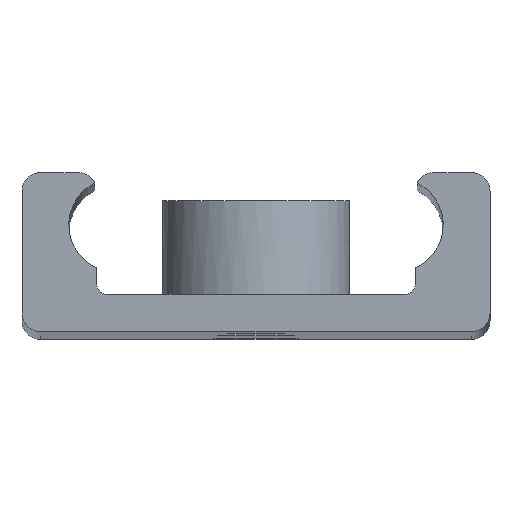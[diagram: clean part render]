
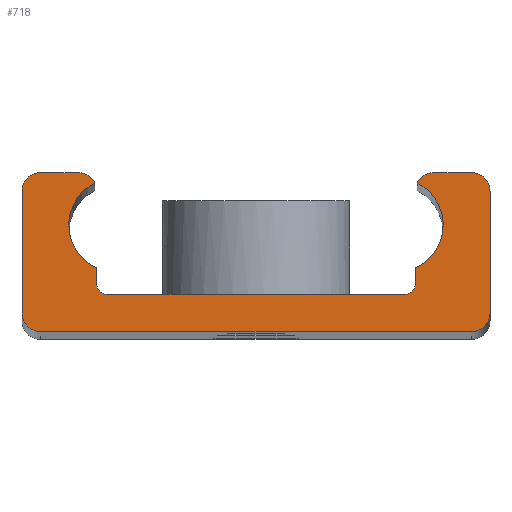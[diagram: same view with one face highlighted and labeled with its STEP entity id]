
A CAD part, top view. The second image highlights one B-rep face of the part: STEP entity #718.
In plain terms, the highlighted planar face has unit normal (0, 0, 1).
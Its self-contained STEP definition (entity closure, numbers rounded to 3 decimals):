
#25=CIRCLE('',#737,1.);
#30=CIRCLE('',#744,1.);
#32=CIRCLE('',#748,1.);
#34=CIRCLE('',#752,1.);
#36=CIRCLE('',#755,2.5);
#38=CIRCLE('',#759,0.5);
#45=CIRCLE('',#768,0.5);
#47=CIRCLE('',#772,2.5);
#49=CIRCLE('',#775,1.);
#51=CIRCLE('',#779,1.);
#150=ORIENTED_EDGE('',*,*,#210,.T.);
#151=ORIENTED_EDGE('',*,*,#214,.T.);
#152=ORIENTED_EDGE('',*,*,#220,.T.);
#153=ORIENTED_EDGE('',*,*,#223,.T.);
#154=ORIENTED_EDGE('',*,*,#226,.T.);
#155=ORIENTED_EDGE('',*,*,#229,.T.);
#156=ORIENTED_EDGE('',*,*,#232,.T.);
#157=ORIENTED_EDGE('',*,*,#235,.T.);
#158=ORIENTED_EDGE('',*,*,#238,.F.);
#159=ORIENTED_EDGE('',*,*,#241,.T.);
#160=ORIENTED_EDGE('',*,*,#244,.F.);
#161=ORIENTED_EDGE('',*,*,#246,.T.);
#162=ORIENTED_EDGE('',*,*,#272,.T.);
#163=ORIENTED_EDGE('',*,*,#251,.T.);
#164=ORIENTED_EDGE('',*,*,#257,.F.);
#165=ORIENTED_EDGE('',*,*,#260,.T.);
#166=ORIENTED_EDGE('',*,*,#263,.F.);
#167=ORIENTED_EDGE('',*,*,#266,.T.);
#168=ORIENTED_EDGE('',*,*,#269,.T.);
#169=ORIENTED_EDGE('',*,*,#271,.T.);
#210=EDGE_CURVE('',#281,#280,#328,.T.);
#214=EDGE_CURVE('',#280,#283,#25,.T.);
#220=EDGE_CURVE('',#283,#288,#333,.T.);
#223=EDGE_CURVE('',#288,#290,#30,.T.);
#226=EDGE_CURVE('',#290,#292,#337,.T.);
#229=EDGE_CURVE('',#292,#294,#32,.T.);
#232=EDGE_CURVE('',#294,#296,#341,.T.);
#235=EDGE_CURVE('',#296,#298,#34,.T.);
#238=EDGE_CURVE('',#300,#298,#36,.T.);
#241=EDGE_CURVE('',#300,#302,#346,.T.);
#244=EDGE_CURVE('',#304,#302,#38,.T.);
#246=EDGE_CURVE('',#304,#305,#348,.T.);
#251=EDGE_CURVE('',#306,#310,#352,.T.);
#257=EDGE_CURVE('',#315,#310,#45,.T.);
#260=EDGE_CURVE('',#315,#317,#356,.T.);
#263=EDGE_CURVE('',#319,#317,#47,.T.);
#266=EDGE_CURVE('',#319,#321,#49,.T.);
#269=EDGE_CURVE('',#321,#323,#361,.T.);
#271=EDGE_CURVE('',#323,#281,#51,.T.);
#272=EDGE_CURVE('',#305,#306,#362,.T.);
#280=VERTEX_POINT('',#963);
#281=VERTEX_POINT('',#965);
#283=VERTEX_POINT('',#971);
#288=VERTEX_POINT('',#983);
#290=VERTEX_POINT('',#989);
#292=VERTEX_POINT('',#995);
#294=VERTEX_POINT('',#1001);
#296=VERTEX_POINT('',#1007);
#298=VERTEX_POINT('',#1013);
#300=VERTEX_POINT('',#1019);
#302=VERTEX_POINT('',#1025);
#304=VERTEX_POINT('',#1031);
#305=VERTEX_POINT('',#1035);
#306=VERTEX_POINT('',#1036);
#310=VERTEX_POINT('',#1045);
#315=VERTEX_POINT('',#1057);
#317=VERTEX_POINT('',#1063);
#319=VERTEX_POINT('',#1069);
#321=VERTEX_POINT('',#1075);
#323=VERTEX_POINT('',#1081);
#328=LINE('',#964,#366);
#333=LINE('',#984,#371);
#337=LINE('',#996,#375);
#341=LINE('',#1008,#379);
#346=LINE('',#1026,#384);
#348=LINE('',#1037,#386);
#352=LINE('',#1046,#390);
#356=LINE('',#1064,#394);
#361=LINE('',#1082,#399);
#362=LINE('',#1087,#400);
#366=VECTOR('',#801,1000.);
#371=VECTOR('',#820,1000.);
#375=VECTOR('',#832,1000.);
#379=VECTOR('',#844,1000.);
#384=VECTOR('',#863,1000.);
#386=VECTOR('',#875,1000.);
#390=VECTOR('',#881,1000.);
#394=VECTOR('',#899,1000.);
#399=VECTOR('',#918,1000.);
#400=VECTOR('',#927,1000.);
#426=EDGE_LOOP('',(#150,#151,#152,#153,#154,#155,#156,#157,#158,#159,#160,
#161,#162,#163,#164,#165,#166,#167,#168,#169));
#466=FACE_BOUND('',#426,.T.);
#490=PLANE('',#780);
#718=ADVANCED_FACE('',(#466),#490,.T.);
#737=AXIS2_PLACEMENT_3D('',#972,#808,#809);
#744=AXIS2_PLACEMENT_3D('',#990,#826,#827);
#748=AXIS2_PLACEMENT_3D('',#1002,#838,#839);
#752=AXIS2_PLACEMENT_3D('',#1014,#850,#851);
#755=AXIS2_PLACEMENT_3D('',#1020,#857,#858);
#759=AXIS2_PLACEMENT_3D('',#1032,#869,#870);
#768=AXIS2_PLACEMENT_3D('',#1058,#893,#894);
#772=AXIS2_PLACEMENT_3D('',#1070,#905,#906);
#775=AXIS2_PLACEMENT_3D('',#1076,#912,#913);
#779=AXIS2_PLACEMENT_3D('',#1085,#923,#924);
#780=AXIS2_PLACEMENT_3D('',#1086,#925,#926);
#801=DIRECTION('',(0.,-1.,0.));
#808=DIRECTION('',(0.,0.,1.));
#809=DIRECTION('',(1.,0.,0.));
#820=DIRECTION('',(1.,0.,0.));
#826=DIRECTION('',(0.,0.,1.));
#827=DIRECTION('',(1.,0.,0.));
#832=DIRECTION('',(0.,1.,0.));
#838=DIRECTION('',(0.,0.,1.));
#839=DIRECTION('',(1.,0.,0.));
#844=DIRECTION('',(-1.,0.,0.));
#850=DIRECTION('',(0.,0.,1.));
#851=DIRECTION('',(1.,0.,0.));
#857=DIRECTION('',(0.,0.,1.));
#858=DIRECTION('',(1.,0.,0.));
#863=DIRECTION('',(0.,-1.,0.));
#869=DIRECTION('',(0.,0.,1.));
#870=DIRECTION('',(1.,0.,0.));
#875=DIRECTION('',(-1.,0.,0.));
#881=DIRECTION('',(-1.,0.,0.));
#893=DIRECTION('',(0.,0.,1.));
#894=DIRECTION('',(1.,0.,0.));
#899=DIRECTION('',(0.,1.,0.));
#905=DIRECTION('',(0.,0.,1.));
#906=DIRECTION('',(1.,0.,0.));
#912=DIRECTION('',(0.,0.,1.));
#913=DIRECTION('',(1.,0.,0.));
#918=DIRECTION('',(-1.,0.,0.));
#923=DIRECTION('',(0.,0.,1.));
#924=DIRECTION('',(1.,0.,0.));
#925=DIRECTION('',(0.,0.,1.));
#926=DIRECTION('',(1.,0.,0.));
#927=DIRECTION('',(-1.,0.,0.));
#963=CARTESIAN_POINT('',(-12.5,1.,240.));
#964=CARTESIAN_POINT('',(-12.5,7.5,240.));
#965=CARTESIAN_POINT('',(-12.5,7.5,240.));
#971=CARTESIAN_POINT('',(-11.5,0.,240.));
#972=CARTESIAN_POINT('',(-11.5,1.,240.));
#983=CARTESIAN_POINT('',(11.5,0.,240.));
#984=CARTESIAN_POINT('',(-11.5,0.,240.));
#989=CARTESIAN_POINT('',(12.5,1.,240.));
#990=CARTESIAN_POINT('',(11.5,1.,240.));
#995=CARTESIAN_POINT('',(12.5,7.5,240.));
#996=CARTESIAN_POINT('',(12.5,1.,240.));
#1001=CARTESIAN_POINT('',(11.5,8.5,240.));
#1002=CARTESIAN_POINT('',(11.5,7.5,240.));
#1007=CARTESIAN_POINT('',(9.5,8.5,240.));
#1008=CARTESIAN_POINT('',(11.5,8.5,240.));
#1013=CARTESIAN_POINT('',(8.604,7.943,240.));
#1014=CARTESIAN_POINT('',(9.5,7.5,240.));
#1019=CARTESIAN_POINT('',(8.5,3.409,240.));
#1020=CARTESIAN_POINT('',(7.5,5.7,240.));
#1025=CARTESIAN_POINT('',(8.5,2.5,240.));
#1026=CARTESIAN_POINT('',(8.5,3.409,240.));
#1031=CARTESIAN_POINT('',(8.,2.,240.));
#1032=CARTESIAN_POINT('',(8.,2.5,240.));
#1035=CARTESIAN_POINT('',(4.,2.,240.));
#1036=CARTESIAN_POINT('',(-4.,2.,240.));
#1037=CARTESIAN_POINT('',(8.,2.,240.));
#1045=CARTESIAN_POINT('',(-8.,2.,240.));
#1046=CARTESIAN_POINT('',(8.,2.,240.));
#1057=CARTESIAN_POINT('',(-8.5,2.5,240.));
#1058=CARTESIAN_POINT('',(-8.,2.5,240.));
#1063=CARTESIAN_POINT('',(-8.5,3.409,240.));
#1064=CARTESIAN_POINT('',(-8.5,2.5,240.));
#1069=CARTESIAN_POINT('',(-8.604,7.943,240.));
#1070=CARTESIAN_POINT('',(-7.5,5.7,240.));
#1075=CARTESIAN_POINT('',(-9.5,8.5,240.));
#1076=CARTESIAN_POINT('',(-9.5,7.5,240.));
#1081=CARTESIAN_POINT('',(-11.5,8.5,240.));
#1082=CARTESIAN_POINT('',(-9.5,8.5,240.));
#1085=CARTESIAN_POINT('',(-11.5,7.5,240.));
#1086=CARTESIAN_POINT('',(-11.5,1.,240.));
#1087=CARTESIAN_POINT('',(8.,2.,240.));
